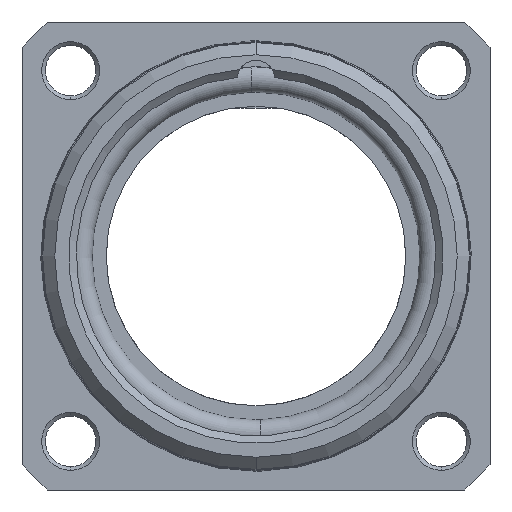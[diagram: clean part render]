
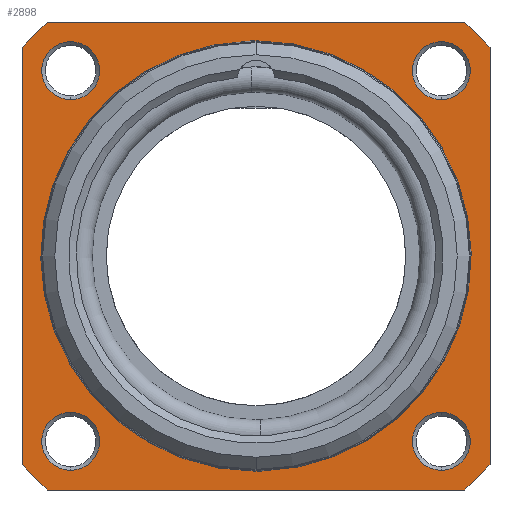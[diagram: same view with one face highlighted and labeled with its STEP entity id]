
A CAD part, front view. The second image highlights one B-rep face of the part: STEP entity #2898.
In plain terms, the highlighted planar face has unit normal (0, -1, 0).
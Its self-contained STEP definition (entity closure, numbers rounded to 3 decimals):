
#638=DIRECTION('',(1.,0.,0.));
#639=VECTOR('',#638,22.299);
#640=CARTESIAN_POINT('',(-11.15,4.7,-12.5));
#641=LINE('',#640,#639);
#642=DIRECTION('',(0.,0.,-1.));
#643=VECTOR('',#642,22.299);
#644=CARTESIAN_POINT('',(-12.5,4.7,11.15));
#645=LINE('',#644,#643);
#646=DIRECTION('',(-1.,0.,0.));
#647=VECTOR('',#646,22.299);
#648=CARTESIAN_POINT('',(11.15,4.7,12.5));
#649=LINE('',#648,#647);
#650=DIRECTION('',(0.,0.,1.));
#651=VECTOR('',#650,22.299);
#652=CARTESIAN_POINT('',(12.5,4.7,-11.15));
#653=LINE('',#652,#651);
#654=CARTESIAN_POINT('',(0.,4.7,0.));
#655=DIRECTION('',(0.,-1.,0.));
#656=DIRECTION('',(0.,0.,-1.));
#657=AXIS2_PLACEMENT_3D('',#654,#655,#656);
#659=CARTESIAN_POINT('',(0.,4.7,0.));
#660=DIRECTION('',(0.,-1.,0.));
#661=DIRECTION('',(0.,0.,1.));
#662=AXIS2_PLACEMENT_3D('',#659,#660,#661);
#664=CARTESIAN_POINT('',(9.9,4.7,-9.9));
#665=DIRECTION('',(0.,1.,0.));
#666=DIRECTION('',(0.,0.,1.));
#667=AXIS2_PLACEMENT_3D('',#664,#665,#666);
#669=CARTESIAN_POINT('',(9.9,4.7,-9.9));
#670=DIRECTION('',(0.,1.,0.));
#671=DIRECTION('',(0.,0.,-1.));
#672=AXIS2_PLACEMENT_3D('',#669,#670,#671);
#674=CARTESIAN_POINT('',(9.9,4.7,9.9));
#675=DIRECTION('',(0.,1.,0.));
#676=DIRECTION('',(0.,0.,1.));
#677=AXIS2_PLACEMENT_3D('',#674,#675,#676);
#679=CARTESIAN_POINT('',(9.9,4.7,9.9));
#680=DIRECTION('',(0.,1.,0.));
#681=DIRECTION('',(0.,0.,-1.));
#682=AXIS2_PLACEMENT_3D('',#679,#680,#681);
#684=CARTESIAN_POINT('',(-9.9,4.7,-9.9));
#685=DIRECTION('',(0.,1.,0.));
#686=DIRECTION('',(0.,0.,1.));
#687=AXIS2_PLACEMENT_3D('',#684,#685,#686);
#689=CARTESIAN_POINT('',(-9.9,4.7,-9.9));
#690=DIRECTION('',(0.,1.,0.));
#691=DIRECTION('',(0.,0.,-1.));
#692=AXIS2_PLACEMENT_3D('',#689,#690,#691);
#694=CARTESIAN_POINT('',(-9.9,4.7,9.9));
#695=DIRECTION('',(0.,1.,0.));
#696=DIRECTION('',(0.,0.,1.));
#697=AXIS2_PLACEMENT_3D('',#694,#695,#696);
#699=CARTESIAN_POINT('',(-9.9,4.7,9.9));
#700=DIRECTION('',(0.,1.,0.));
#701=DIRECTION('',(0.,0.,-1.));
#702=AXIS2_PLACEMENT_3D('',#699,#700,#701);
#712=CARTESIAN_POINT('',(0.,4.7,0.));
#713=DIRECTION('',(0.,-1.,0.));
#714=DIRECTION('',(0.666,0.,-0.746));
#715=AXIS2_PLACEMENT_3D('',#712,#713,#714);
#729=CARTESIAN_POINT('',(0.,4.7,0.));
#730=DIRECTION('',(0.,-1.,0.));
#731=DIRECTION('',(0.746,0.,0.666));
#732=AXIS2_PLACEMENT_3D('',#729,#730,#731);
#738=CARTESIAN_POINT('',(0.,4.7,0.));
#739=DIRECTION('',(0.,1.,0.));
#740=DIRECTION('',(-0.746,0.,0.666));
#741=AXIS2_PLACEMENT_3D('',#738,#739,#740);
#751=CARTESIAN_POINT('',(0.,4.7,0.));
#752=DIRECTION('',(0.,1.,0.));
#753=DIRECTION('',(-0.666,0.,-0.746));
#754=AXIS2_PLACEMENT_3D('',#751,#752,#753);
#1941=CARTESIAN_POINT('',(0.,4.7,-11.25));
#1942=CARTESIAN_POINT('',(0.,4.7,11.25));
#1943=VERTEX_POINT('',#1941);
#1944=VERTEX_POINT('',#1942);
#1949=CARTESIAN_POINT('',(-11.15,4.7,-12.5));
#1950=CARTESIAN_POINT('',(11.15,4.7,-12.5));
#1951=VERTEX_POINT('',#1949);
#1952=VERTEX_POINT('',#1950);
#1953=CARTESIAN_POINT('',(12.5,4.7,-11.15));
#1954=CARTESIAN_POINT('',(12.5,4.7,11.15));
#1955=VERTEX_POINT('',#1953);
#1956=VERTEX_POINT('',#1954);
#1957=CARTESIAN_POINT('',(11.15,4.7,12.5));
#1958=CARTESIAN_POINT('',(-11.15,4.7,12.5));
#1959=VERTEX_POINT('',#1957);
#1960=VERTEX_POINT('',#1958);
#1961=CARTESIAN_POINT('',(-12.5,4.7,11.15));
#1962=CARTESIAN_POINT('',(-12.5,4.7,-11.15));
#1963=VERTEX_POINT('',#1961);
#1964=VERTEX_POINT('',#1962);
#1965=CARTESIAN_POINT('',(9.9,4.7,-8.35));
#1966=CARTESIAN_POINT('',(9.9,4.7,-11.45));
#1967=VERTEX_POINT('',#1965);
#1968=VERTEX_POINT('',#1966);
#1973=CARTESIAN_POINT('',(9.9,4.7,11.45));
#1974=CARTESIAN_POINT('',(9.9,4.7,8.35));
#1975=VERTEX_POINT('',#1973);
#1976=VERTEX_POINT('',#1974);
#1989=CARTESIAN_POINT('',(-9.9,4.7,-8.35));
#1990=CARTESIAN_POINT('',(-9.9,4.7,-11.45));
#1991=VERTEX_POINT('',#1989);
#1992=VERTEX_POINT('',#1990);
#2001=CARTESIAN_POINT('',(-9.9,4.7,11.45));
#2002=CARTESIAN_POINT('',(-9.9,4.7,8.35));
#2003=VERTEX_POINT('',#2001);
#2004=VERTEX_POINT('',#2002);
#2846=CARTESIAN_POINT('',(0.,4.7,0.));
#2847=DIRECTION('',(0.,1.,0.));
#2848=DIRECTION('',(0.,0.,-1.));
#2849=AXIS2_PLACEMENT_3D('',#2846,#2847,#2848);
#2850=PLANE('',#2849);
#2852=ORIENTED_EDGE('',*,*,#2851,.F.);
#2854=ORIENTED_EDGE('',*,*,#2853,.T.);
#2856=ORIENTED_EDGE('',*,*,#2855,.F.);
#2858=ORIENTED_EDGE('',*,*,#2857,.T.);
#2860=ORIENTED_EDGE('',*,*,#2859,.F.);
#2862=ORIENTED_EDGE('',*,*,#2861,.F.);
#2864=ORIENTED_EDGE('',*,*,#2863,.F.);
#2866=ORIENTED_EDGE('',*,*,#2865,.F.);
#2867=EDGE_LOOP('',(#2852,#2854,#2856,#2858,#2860,#2862,#2864,#2866));
#2868=FACE_OUTER_BOUND('',#2867,.F.);
#2870=ORIENTED_EDGE('',*,*,#2869,.T.);
#2871=ORIENTED_EDGE('',*,*,#2836,.T.);
#2872=EDGE_LOOP('',(#2870,#2871));
#2873=FACE_BOUND('',#2872,.F.);
#2875=ORIENTED_EDGE('',*,*,#2874,.F.);
#2877=ORIENTED_EDGE('',*,*,#2876,.F.);
#2878=EDGE_LOOP('',(#2875,#2877));
#2879=FACE_BOUND('',#2878,.F.);
#2881=ORIENTED_EDGE('',*,*,#2880,.F.);
#2883=ORIENTED_EDGE('',*,*,#2882,.F.);
#2884=EDGE_LOOP('',(#2881,#2883));
#2885=FACE_BOUND('',#2884,.F.);
#2887=ORIENTED_EDGE('',*,*,#2886,.F.);
#2889=ORIENTED_EDGE('',*,*,#2888,.F.);
#2890=EDGE_LOOP('',(#2887,#2889));
#2891=FACE_BOUND('',#2890,.F.);
#2893=ORIENTED_EDGE('',*,*,#2892,.F.);
#2895=ORIENTED_EDGE('',*,*,#2894,.F.);
#2896=EDGE_LOOP('',(#2893,#2895));
#2897=FACE_BOUND('',#2896,.F.);
#658=CIRCLE('',#657,11.25);
#663=CIRCLE('',#662,11.25);
#668=CIRCLE('',#667,1.55);
#673=CIRCLE('',#672,1.55);
#678=CIRCLE('',#677,1.55);
#683=CIRCLE('',#682,1.55);
#688=CIRCLE('',#687,1.55);
#693=CIRCLE('',#692,1.55);
#698=CIRCLE('',#697,1.55);
#703=CIRCLE('',#702,1.55);
#716=CIRCLE('',#715,16.75);
#733=CIRCLE('',#732,16.75);
#742=CIRCLE('',#741,16.75);
#755=CIRCLE('',#754,16.75);
#2836=EDGE_CURVE('',#1944,#1943,#663,.T.);
#2851=EDGE_CURVE('',#1951,#1952,#641,.T.);
#2853=EDGE_CURVE('',#1951,#1964,#755,.T.);
#2855=EDGE_CURVE('',#1963,#1964,#645,.T.);
#2857=EDGE_CURVE('',#1963,#1960,#742,.T.);
#2859=EDGE_CURVE('',#1959,#1960,#649,.T.);
#2861=EDGE_CURVE('',#1956,#1959,#733,.T.);
#2863=EDGE_CURVE('',#1955,#1956,#653,.T.);
#2865=EDGE_CURVE('',#1952,#1955,#716,.T.);
#2869=EDGE_CURVE('',#1943,#1944,#658,.T.);
#2874=EDGE_CURVE('',#1967,#1968,#668,.T.);
#2876=EDGE_CURVE('',#1968,#1967,#673,.T.);
#2880=EDGE_CURVE('',#1975,#1976,#678,.T.);
#2882=EDGE_CURVE('',#1976,#1975,#683,.T.);
#2886=EDGE_CURVE('',#1991,#1992,#688,.T.);
#2888=EDGE_CURVE('',#1992,#1991,#693,.T.);
#2892=EDGE_CURVE('',#2003,#2004,#698,.T.);
#2894=EDGE_CURVE('',#2004,#2003,#703,.T.);
#2898=ADVANCED_FACE('',(#2868,#2873,#2879,#2885,#2891,#2897),#2850,.F.);
